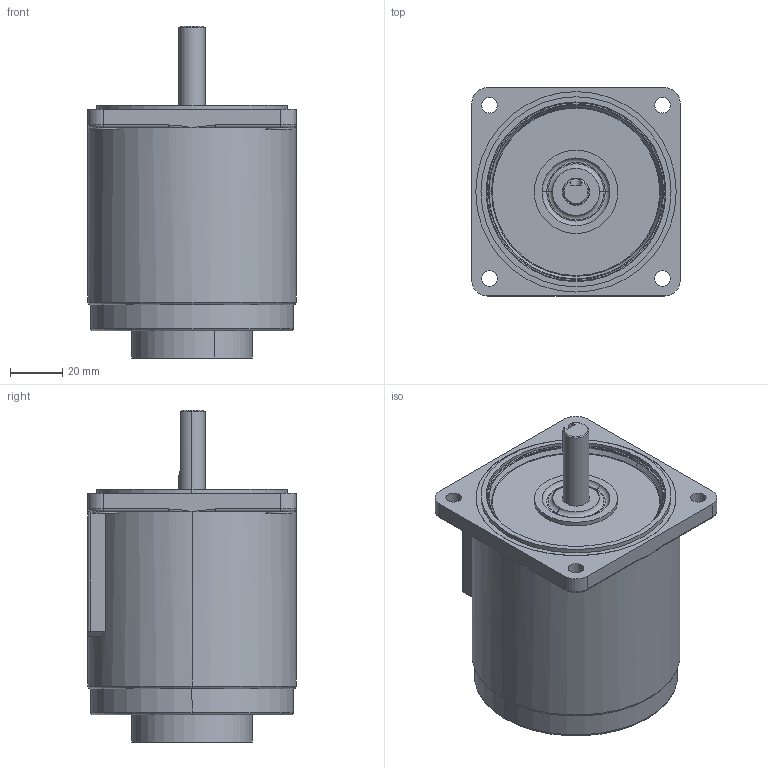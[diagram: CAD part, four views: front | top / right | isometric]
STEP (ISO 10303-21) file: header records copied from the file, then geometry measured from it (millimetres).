
FILE_DESCRIPTION (( 'STEP AP203' ), '1' );
FILE_NAME ('4IK25RA-C.STEP', '2022-08-25T03:01:47', ( '' ), ( 'Microsoft' ), 'SwSTEP 2.0', 'SolidWorks 2020', '' );
FILE_SCHEMA (( 'CONFIG_CONTROL_DESIGN' ));
Length unit declared in the file: millimetre
Products named in the file (1): 4IK25RA-C
Bounding box: 80 x 80 x 127.5 mm (x, y, z)
Surface area: 48418.6 mm2 (no closed solid volume)
Topology: 0 solids, 10 shells, 141 faces, 351 edges, 224 vertices
Faces by surface type: cylinder 66, plane 40, torus 20, bspline 8, cone 7
Entity records: 4691 total; most frequent: CARTESIAN_POINT 1192, DIRECTION 795, ORIENTED_EDGE 634, EDGE_CURVE 343, AXIS2_PLACEMENT_3D 343, VERTEX_POINT 224, CIRCLE 209, EDGE_LOOP 176
